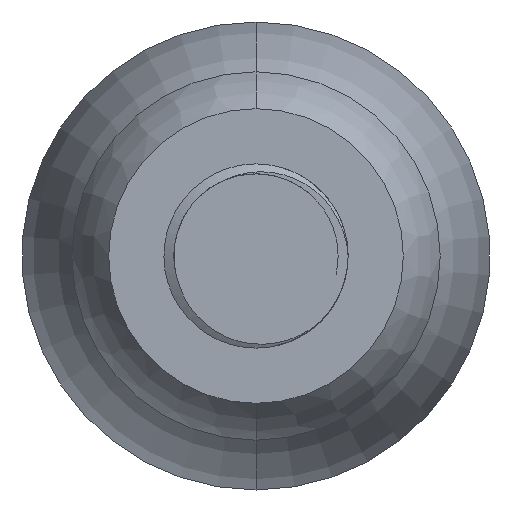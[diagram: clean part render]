
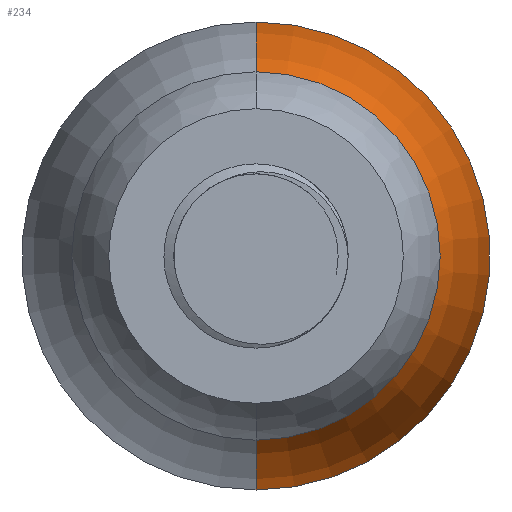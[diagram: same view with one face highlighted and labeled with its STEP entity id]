
A CAD part, front view. The second image highlights one B-rep face of the part: STEP entity #234.
In plain terms, the highlighted toroidal (fillet/blend) face has major radius 15.272 mm and minor radius 28 mm.
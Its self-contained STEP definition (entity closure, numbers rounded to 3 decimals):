
#37 = FACE_OUTER_BOUND ( 'NONE', #4003, .T. ) ;
#141 = DIRECTION ( 'NONE',  ( 0., -1., 0. ) ) ;
#210 = EDGE_CURVE ( 'NONE', #3312, #1916, #898, .T. ) ;
#234 = ADVANCED_FACE ( 'NONE', ( #37 ), #3725, .T. ) ;
#268 = AXIS2_PLACEMENT_3D ( 'NONE', #2995, #364, #2002 ) ;
#297 = CARTESIAN_POINT ( 'NONE',  ( 0., 50.579, 8.63 ) ) ;
#364 = DIRECTION ( 'NONE',  ( 0., -1., 0. ) ) ;
#445 = CARTESIAN_POINT ( 'NONE',  ( 4.165, 85.319, 0. ) ) ;
#579 = VERTEX_POINT ( 'NONE', #445 ) ;
#764 = AXIS2_PLACEMENT_3D ( 'NONE', #3786, #3452, #1684 ) ;
#820 = DIRECTION ( 'NONE',  ( 0., 0., -1. ) ) ;
#898 = CIRCLE ( 'NONE', #3146, 28. ) ;
#911 = AXIS2_PLACEMENT_3D ( 'NONE', #4081, #3790, #3750 ) ;
#984 = CIRCLE ( 'NONE', #911, 4.165 ) ;
#1050 = CARTESIAN_POINT ( 'NONE',  ( 0., 65.164, -15.272 ) ) ;
#1150 = VERTEX_POINT ( 'NONE', #2262 ) ;
#1367 = EDGE_CURVE ( 'NONE', #579, #3312, #4009, .T. ) ;
#1413 = DIRECTION ( 'NONE',  ( 1., 0., 0. ) ) ;
#1609 = ORIENTED_EDGE ( 'NONE', *, *, #1367, .T. ) ;
#1637 = EDGE_CURVE ( 'NONE', #1150, #1916, #3021, .T. ) ;
#1660 = ORIENTED_EDGE ( 'NONE', *, *, #210, .T. ) ;
#1684 = DIRECTION ( 'NONE',  ( 0., 0., 1. ) ) ;
#1704 = CARTESIAN_POINT ( 'NONE',  ( 0., 85.319, 4.165 ) ) ;
#1746 = DIRECTION ( 'NONE',  ( 0., -1., 0. ) ) ;
#1765 = DIRECTION ( 'NONE',  ( 0., 0., -1. ) ) ;
#1819 = CARTESIAN_POINT ( 'NONE',  ( 0., 85.319, -4.165 ) ) ;
#1916 = VERTEX_POINT ( 'NONE', #297 ) ;
#2002 = DIRECTION ( 'NONE',  ( 0., 0., -1. ) ) ;
#2082 = CARTESIAN_POINT ( 'NONE',  ( 0., 65.164, 0. ) ) ;
#2262 = CARTESIAN_POINT ( 'NONE',  ( 0., 50.579, -8.63 ) ) ;
#2433 = DIRECTION ( 'NONE',  ( 0., 0., -1. ) ) ;
#2504 = ORIENTED_EDGE ( 'NONE', *, *, #1637, .F. ) ;
#2658 = EDGE_CURVE ( 'NONE', #4196, #579, #984, .T. ) ;
#2665 = CIRCLE ( 'NONE', #764, 28. ) ;
#2729 = AXIS2_PLACEMENT_3D ( 'NONE', #3476, #141, #820 ) ;
#2941 = AXIS2_PLACEMENT_3D ( 'NONE', #2082, #1746, #2433 ) ;
#2995 = CARTESIAN_POINT ( 'NONE',  ( 0., 85.319, 0. ) ) ;
#3021 = CIRCLE ( 'NONE', #2729, 8.63 ) ;
#3146 = AXIS2_PLACEMENT_3D ( 'NONE', #1050, #1413, #1765 ) ;
#3312 = VERTEX_POINT ( 'NONE', #1704 ) ;
#3335 = ORIENTED_EDGE ( 'NONE', *, *, #3497, .F. ) ;
#3452 = DIRECTION ( 'NONE',  ( -1., 0., 0. ) ) ;
#3476 = CARTESIAN_POINT ( 'NONE',  ( 0., 50.579, 0. ) ) ;
#3497 = EDGE_CURVE ( 'NONE', #4196, #1150, #2665, .T. ) ;
#3725 = TOROIDAL_SURFACE ( 'NONE', #2941, -15.272, 28. ) ;
#3750 = DIRECTION ( 'NONE',  ( 0., 0., -1. ) ) ;
#3786 = CARTESIAN_POINT ( 'NONE',  ( 0., 65.164, 15.272 ) ) ;
#3790 = DIRECTION ( 'NONE',  ( 0., -1., 0. ) ) ;
#3802 = ORIENTED_EDGE ( 'NONE', *, *, #2658, .T. ) ;
#4003 = EDGE_LOOP ( 'NONE', ( #1609, #1660, #2504, #3335, #3802 ) ) ;
#4009 = CIRCLE ( 'NONE', #268, 4.165 ) ;
#4081 = CARTESIAN_POINT ( 'NONE',  ( 0., 85.319, 0. ) ) ;
#4196 = VERTEX_POINT ( 'NONE', #1819 ) ;
